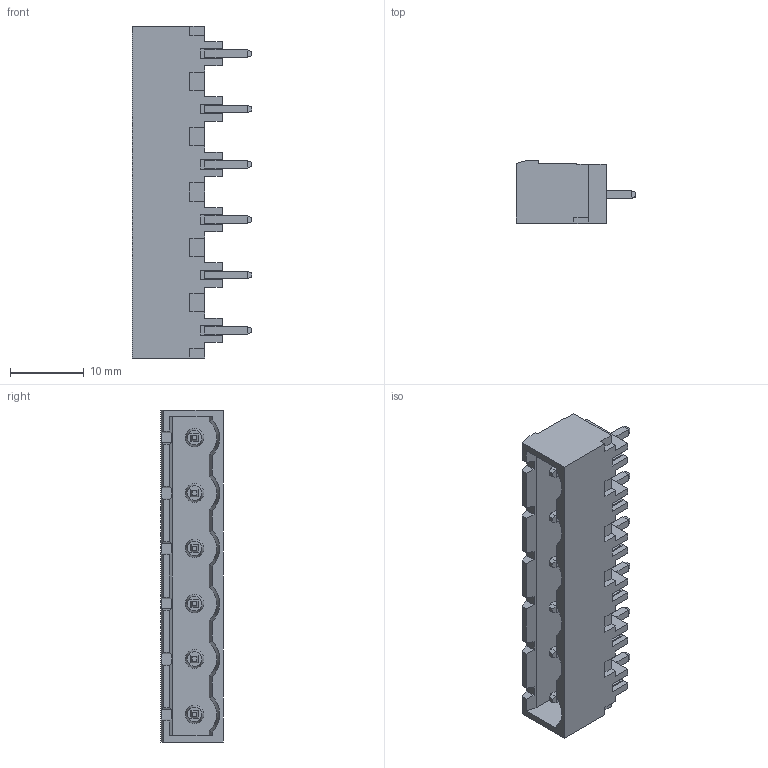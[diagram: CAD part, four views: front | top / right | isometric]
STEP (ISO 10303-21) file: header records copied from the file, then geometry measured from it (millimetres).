
FILE_DESCRIPTION(('STEP AP214'),'1');
FILE_NAME('PV06-7,5-V-P.stp','2021-04-20T15:56:01',(' '),(' '),'Spatial InterOp 3D',' ',' ');
FILE_SCHEMA(('automotive_design'));
Length unit declared in the file: metre
Products named in the file (1): 1
Bounding box: 16.2 x 8.5 x 45 mm (x, y, z)
Volume: 1937.7 mm3; surface area: 3498.3 mm2
Topology: 1 solids, 1 shells, 391 faces, 1026 edges, 658 vertices
Faces by surface type: plane 368, cone 12, cylinder 10, extrusion 1
Entity records: 14822 total; most frequent: CARTESIAN_POINT 2112, ORIENTED_EDGE 2028, DIRECTION 1821, EDGE_CURVE 1014, VECTOR 963, LINE 962, VERTEX_POINT 652, EDGE_LOOP 430
